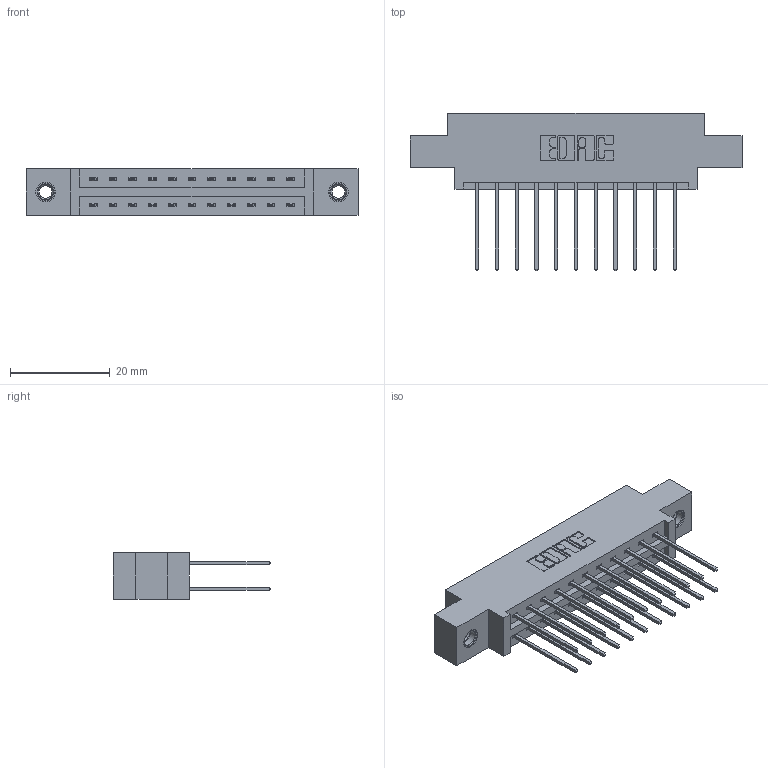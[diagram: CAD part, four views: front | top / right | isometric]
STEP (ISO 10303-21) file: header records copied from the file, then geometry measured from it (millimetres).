
FILE_DESCRIPTION (( 'STEP AP203' ), '1' );
FILE_NAME ('337-022-542-807.STEP', '2018-08-05T14:38:41', ( '' ), ( '' ), 'SwSTEP 2.0', 'SolidWorks 2016', '' );
FILE_SCHEMA (( 'CONFIG_CONTROL_DESIGN' ));
Length unit declared in the file: inch
Products named in the file (4): 337 Part_0.170 Offset - 0.156 Dia-TI; 345-292-001_345-293-142; 345-250-001_345-250-005-103; 337-022-542-807
Assembly tree (25 placements, depth 2):
  337-022-542-807
    337 Part_0.170 Offset - 0.156 Dia-TI
    345-292-001_345-293-142  x22
    345-250-001_345-250-005-103  x2
Bounding box: 66.6 x 31.63 x 9.4 mm (x, y, z)
Volume: 6577.6 mm3; surface area: 7789.9 mm2
Topology: 25 solids, 25 shells, 1366 faces, 4001 edges, 2630 vertices
Faces by surface type: plane 942, cylinder 408, cone 12, torus 4
Entity records: 13874 total; most frequent: CARTESIAN_POINT 2345, ORIENTED_EDGE 2274, DIRECTION 2083, EDGE_CURVE 1137, LINE 989, VECTOR 989, VERTEX_POINT 752, AXIS2_PLACEMENT_3D 547
